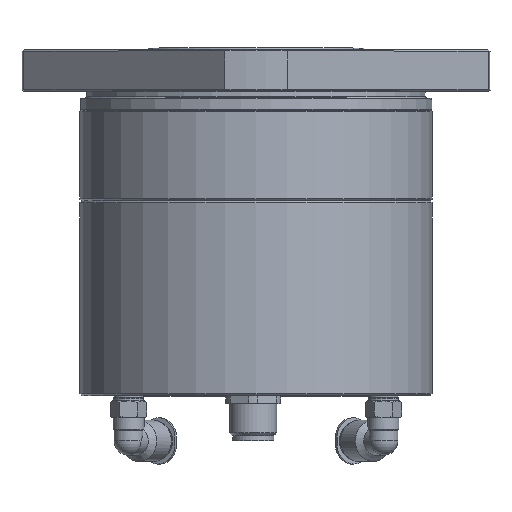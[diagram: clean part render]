
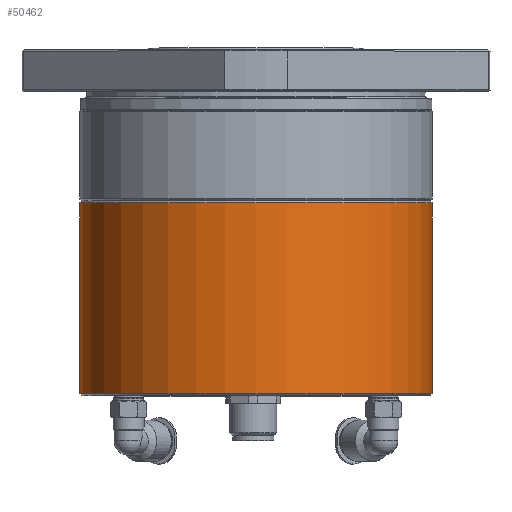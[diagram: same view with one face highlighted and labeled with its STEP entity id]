
A CAD part, top view. The second image highlights one B-rep face of the part: STEP entity #50462.
In plain terms, the highlighted cylindrical face has radius 44.9 mm (diameter 89.8 mm), a full revolution.
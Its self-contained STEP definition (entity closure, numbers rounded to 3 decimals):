
#2047 = EDGE_LOOP ( 'NONE', ( #166165 ) ) ;
#3842 = FACE_OUTER_BOUND ( 'NONE', #20486, .T. ) ;
#13356 = DIRECTION ( 'NONE',  ( 0., -1., 0. ) ) ;
#19580 = CARTESIAN_POINT ( 'NONE',  ( 0., -80.7, 0. ) ) ;
#20486 = EDGE_LOOP ( 'NONE', ( #50595 ) ) ;
#24628 = VERTEX_POINT ( 'NONE', #146874 ) ;
#40419 = DIRECTION ( 'NONE',  ( 0., 0., 1. ) ) ;
#40929 = CARTESIAN_POINT ( 'NONE',  ( 0., 26.973, 0. ) ) ;
#50462 = ADVANCED_FACE ( 'NONE', ( #138477, #3842 ), #77589, .T. ) ;
#50595 = ORIENTED_EDGE ( 'NONE', *, *, #77197, .T. ) ;
#60931 = CIRCLE ( 'NONE', #86098, 44.9 ) ;
#65952 = AXIS2_PLACEMENT_3D ( 'NONE', #40929, #70316, #109128 ) ;
#70316 = DIRECTION ( 'NONE',  ( 0., 1., 0. ) ) ;
#73111 = DIRECTION ( 'NONE',  ( 0., 1., 0. ) ) ;
#77197 = EDGE_CURVE ( 'NONE', #77257, #77257, #60931, .T. ) ;
#77257 = VERTEX_POINT ( 'NONE', #130527 ) ;
#77589 = CYLINDRICAL_SURFACE ( 'NONE', #65952, 44.9 ) ;
#86098 = AXIS2_PLACEMENT_3D ( 'NONE', #120444, #13356, #40419 ) ;
#86115 = DIRECTION ( 'NONE',  ( 0., 0., -1. ) ) ;
#103099 = AXIS2_PLACEMENT_3D ( 'NONE', #19580, #73111, #86115 ) ;
#109128 = DIRECTION ( 'NONE',  ( 0., 0., 1. ) ) ;
#120444 = CARTESIAN_POINT ( 'NONE',  ( 0., -32., 0. ) ) ;
#130527 = CARTESIAN_POINT ( 'NONE',  ( 0., -32., 44.9 ) ) ;
#138477 = FACE_OUTER_BOUND ( 'NONE', #2047, .T. ) ;
#146874 = CARTESIAN_POINT ( 'NONE',  ( 0., -80.7, -44.9 ) ) ;
#163369 = EDGE_CURVE ( 'NONE', #24628, #24628, #164241, .T. ) ;
#164241 = CIRCLE ( 'NONE', #103099, 44.9 ) ;
#166165 = ORIENTED_EDGE ( 'NONE', *, *, #163369, .T. ) ;
